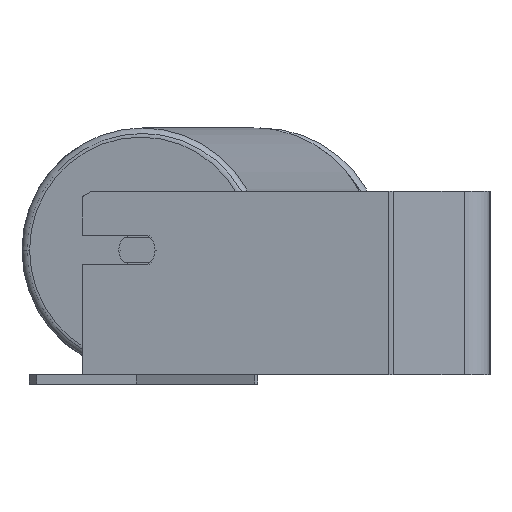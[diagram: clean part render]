
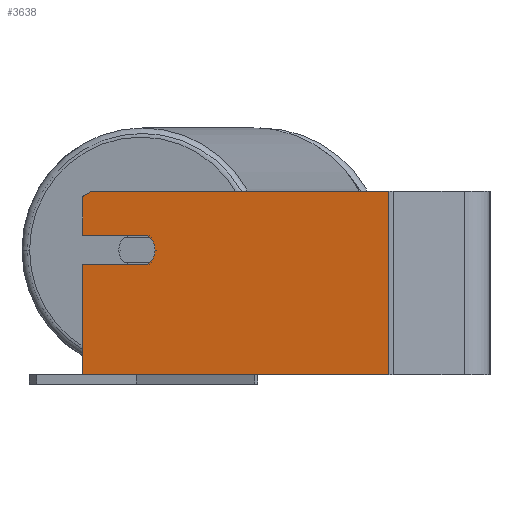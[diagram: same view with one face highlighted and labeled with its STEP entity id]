
A CAD part, left-side view. The second image highlights one B-rep face of the part: STEP entity #3638.
In plain terms, the highlighted planar face has unit normal (-0.985, 0.174, 0).
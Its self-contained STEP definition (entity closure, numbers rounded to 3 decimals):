
#13 = ORIENTED_EDGE ( 'NONE', *, *, #8922, .T. ) ;
#515 = CARTESIAN_POINT ( 'NONE',  ( -575.379, 221.84, 26. ) ) ;
#539 = VECTOR ( 'NONE', #8756, 1000. ) ;
#565 = EDGE_CURVE ( 'NONE', #3465, #1649, #1441, .T. ) ;
#575 = ORIENTED_EDGE ( 'NONE', *, *, #565, .F. ) ;
#622 = CARTESIAN_POINT ( 'NONE',  ( -575.379, 221.84, 50. ) ) ;
#717 = DIRECTION ( 'NONE',  ( -0.174, -0.985, 0. ) ) ;
#850 = CARTESIAN_POINT ( 'NONE',  ( -581.63, 186.387, 10. ) ) ;
#856 = VERTEX_POINT ( 'NONE', #6761 ) ;
#864 = VERTEX_POINT ( 'NONE', #8749 ) ;
#976 = CARTESIAN_POINT ( 'NONE',  ( -581.63, 186.387, 26. ) ) ;
#1070 = ORIENTED_EDGE ( 'NONE', *, *, #3293, .F. ) ;
#1149 = DIRECTION ( 'NONE',  ( -0.174, -0.985, 0. ) ) ;
#1332 = VERTEX_POINT ( 'NONE', #515 ) ;
#1338 = CARTESIAN_POINT ( 'NONE',  ( -575.379, 221.84, -50. ) ) ;
#1441 = LINE ( 'NONE', #4199, #5611 ) ;
#1649 = VERTEX_POINT ( 'NONE', #8506 ) ;
#1798 = ORIENTED_EDGE ( 'NONE', *, *, #8723, .F. ) ;
#2120 = PLANE ( 'NONE',  #6533 ) ;
#2584 = CARTESIAN_POINT ( 'NONE',  ( -575.379, 221.84, 50. ) ) ;
#2874 = EDGE_LOOP ( 'NONE', ( #6949, #13, #8918, #8995, #1798, #1070, #8300, #6020, #6205, #575 ) ) ;
#3025 = AXIS2_PLACEMENT_3D ( 'NONE', #5332, #8034, #3215 ) ;
#3037 = DIRECTION ( 'NONE',  ( -0.174, -0.985, 0. ) ) ;
#3215 = DIRECTION ( 'NONE',  ( -0.174, -0.985, 0. ) ) ;
#3236 = EDGE_CURVE ( 'NONE', #864, #3465, #6039, .T. ) ;
#3270 = CARTESIAN_POINT ( 'NONE',  ( -575.379, 221.84, 47.113 ) ) ;
#3293 = EDGE_CURVE ( 'NONE', #6464, #856, #4175, .T. ) ;
#3297 = VECTOR ( 'NONE', #3037, 1000. ) ;
#3465 = VERTEX_POINT ( 'NONE', #8451 ) ;
#3638 = ADVANCED_FACE ( 'NONE', ( #8388 ), #2120, .F. ) ;
#3761 = VECTOR ( 'NONE', #7656, 1000. ) ;
#3775 = EDGE_CURVE ( 'NONE', #5012, #5424, #9023, .T. ) ;
#3978 = EDGE_CURVE ( 'NONE', #4290, #1332, #4678, .T. ) ;
#4175 = CIRCLE ( 'NONE', #5351, 10. ) ;
#4189 = CARTESIAN_POINT ( 'NONE',  ( -575.379, 221.84, 50. ) ) ;
#4199 = CARTESIAN_POINT ( 'NONE',  ( -604.787, 55.055, 50. ) ) ;
#4290 = VERTEX_POINT ( 'NONE', #5370 ) ;
#4678 = LINE ( 'NONE', #976, #539 ) ;
#5012 = VERTEX_POINT ( 'NONE', #7997 ) ;
#5271 = EDGE_CURVE ( 'NONE', #6187, #1332, #7206, .T. ) ;
#5332 = CARTESIAN_POINT ( 'NONE',  ( -580.588, 192.296, 18. ) ) ;
#5351 = AXIS2_PLACEMENT_3D ( 'NONE', #8933, #5570, #8357 ) ;
#5370 = CARTESIAN_POINT ( 'NONE',  ( -581.63, 186.387, 26. ) ) ;
#5424 = VERTEX_POINT ( 'NONE', #1338 ) ;
#5526 = LINE ( 'NONE', #8573, #3297 ) ;
#5570 = DIRECTION ( 'NONE',  ( -0.985, 0.174, 0. ) ) ;
#5611 = VECTOR ( 'NONE', #7671, 1000. ) ;
#5820 = EDGE_CURVE ( 'NONE', #5012, #6464, #7468, .T. ) ;
#5893 = DIRECTION ( 'NONE',  ( 0., 0., -1. ) ) ;
#6020 = ORIENTED_EDGE ( 'NONE', *, *, #3775, .T. ) ;
#6039 = LINE ( 'NONE', #7675, #8970 ) ;
#6187 = VERTEX_POINT ( 'NONE', #3270 ) ;
#6205 = ORIENTED_EDGE ( 'NONE', *, *, #6336, .T. ) ;
#6336 = EDGE_CURVE ( 'NONE', #5424, #1649, #5526, .T. ) ;
#6464 = VERTEX_POINT ( 'NONE', #850 ) ;
#6533 = AXIS2_PLACEMENT_3D ( 'NONE', #622, #8926, #8893 ) ;
#6761 = CARTESIAN_POINT ( 'NONE',  ( -582.324, 182.448, 18. ) ) ;
#6925 = LINE ( 'NONE', #8302, #3761 ) ;
#6949 = ORIENTED_EDGE ( 'NONE', *, *, #3236, .F. ) ;
#6985 = DIRECTION ( 'NONE',  ( 0., 0., -1. ) ) ;
#7206 = LINE ( 'NONE', #2584, #8539 ) ;
#7468 = LINE ( 'NONE', #8230, #8405 ) ;
#7656 = DIRECTION ( 'NONE',  ( 0.15, 0.853, -0.5 ) ) ;
#7671 = DIRECTION ( 'NONE',  ( 0., 0., -1. ) ) ;
#7675 = CARTESIAN_POINT ( 'NONE',  ( -575.379, 221.84, 50. ) ) ;
#7997 = CARTESIAN_POINT ( 'NONE',  ( -575.379, 221.84, 10. ) ) ;
#8002 = CIRCLE ( 'NONE', #3025, 10. ) ;
#8034 = DIRECTION ( 'NONE',  ( -0.985, 0.174, 0. ) ) ;
#8230 = CARTESIAN_POINT ( 'NONE',  ( -581.63, 186.387, 10. ) ) ;
#8300 = ORIENTED_EDGE ( 'NONE', *, *, #5820, .F. ) ;
#8302 = CARTESIAN_POINT ( 'NONE',  ( -575.379, 221.84, 47.113 ) ) ;
#8357 = DIRECTION ( 'NONE',  ( -0.174, -0.985, 0. ) ) ;
#8388 = FACE_OUTER_BOUND ( 'NONE', #2874, .T. ) ;
#8405 = VECTOR ( 'NONE', #1149, 1000. ) ;
#8451 = CARTESIAN_POINT ( 'NONE',  ( -604.787, 55.055, 50. ) ) ;
#8506 = CARTESIAN_POINT ( 'NONE',  ( -604.787, 55.055, -50. ) ) ;
#8539 = VECTOR ( 'NONE', #5893, 1000. ) ;
#8573 = CARTESIAN_POINT ( 'NONE',  ( -575.379, 221.84, -50. ) ) ;
#8723 = EDGE_CURVE ( 'NONE', #856, #4290, #8002, .T. ) ;
#8749 = CARTESIAN_POINT ( 'NONE',  ( -576.247, 216.916, 50. ) ) ;
#8756 = DIRECTION ( 'NONE',  ( 0.174, 0.985, 0. ) ) ;
#8893 = DIRECTION ( 'NONE',  ( 0.174, 0.985, 0. ) ) ;
#8918 = ORIENTED_EDGE ( 'NONE', *, *, #5271, .T. ) ;
#8922 = EDGE_CURVE ( 'NONE', #864, #6187, #6925, .T. ) ;
#8926 = DIRECTION ( 'NONE',  ( 0.985, -0.174, 0. ) ) ;
#8933 = CARTESIAN_POINT ( 'NONE',  ( -580.588, 192.296, 18. ) ) ;
#8970 = VECTOR ( 'NONE', #717, 1000. ) ;
#8980 = VECTOR ( 'NONE', #6985, 1000. ) ;
#8995 = ORIENTED_EDGE ( 'NONE', *, *, #3978, .F. ) ;
#9023 = LINE ( 'NONE', #4189, #8980 ) ;
